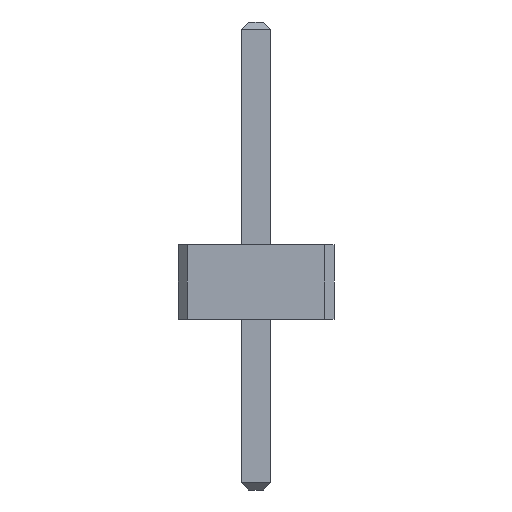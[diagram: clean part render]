
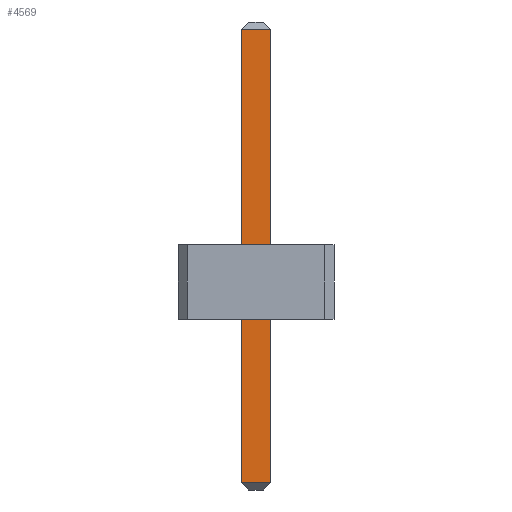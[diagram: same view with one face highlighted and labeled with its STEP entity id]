
A CAD part, front view. The second image highlights one B-rep face of the part: STEP entity #4569.
In plain terms, the highlighted planar face has unit normal (0, -1, 0).
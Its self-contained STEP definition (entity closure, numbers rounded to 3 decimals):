
#13=DIRECTION('',(0.,0.,1.));
#27=VECTOR('',#13,1.);
#67=DIRECTION('',(1.,0.,0.));
#2150=VECTOR('',#67,1.);
#2161=DIRECTION('',(0.,1.,0.));
#4546=EDGE_CURVE('',#4547,#4549,#4551,.T.);
#4547=VERTEX_POINT('',#4548);
#4548=CARTESIAN_POINT('',(-0.2,-45.92,-2.2));
#4549=VERTEX_POINT('',#4550);
#4550=CARTESIAN_POINT('',(-0.2,-45.92,3.9));
#4551=LINE('',#4552,#27);
#4552=CARTESIAN_POINT('',(-0.2,-45.92,-2.3));
#4569=ADVANCED_FACE('',(#4570),#4587,.F.);
#4570=FACE_BOUND('',#4571,.F.);
#4571=EDGE_LOOP('',(#4572,#4580,#4583,#4584));
#4572=ORIENTED_EDGE('',*,*,#4573,.F.);
#4573=EDGE_CURVE('',#4574,#4576,#4578,.T.);
#4574=VERTEX_POINT('',#4575);
#4575=CARTESIAN_POINT('',(0.2,-45.92,-2.2));
#4576=VERTEX_POINT('',#4577);
#4577=CARTESIAN_POINT('',(0.2,-45.92,3.9));
#4578=LINE('',#4579,#27);
#4579=CARTESIAN_POINT('',(0.2,-45.92,-2.3));
#4580=ORIENTED_EDGE('',*,*,#4581,.F.);
#4581=EDGE_CURVE('',#4547,#4574,#4582,.T.);
#4582=LINE('',#4548,#2150);
#4583=ORIENTED_EDGE('',*,*,#4546,.T.);
#4584=ORIENTED_EDGE('',*,*,#4585,.T.);
#4585=EDGE_CURVE('',#4549,#4576,#4586,.T.);
#4586=LINE('',#4550,#2150);
#4587=PLANE('',#4588);
#4588=AXIS2_PLACEMENT_3D('',#4552,#2161,#13);
